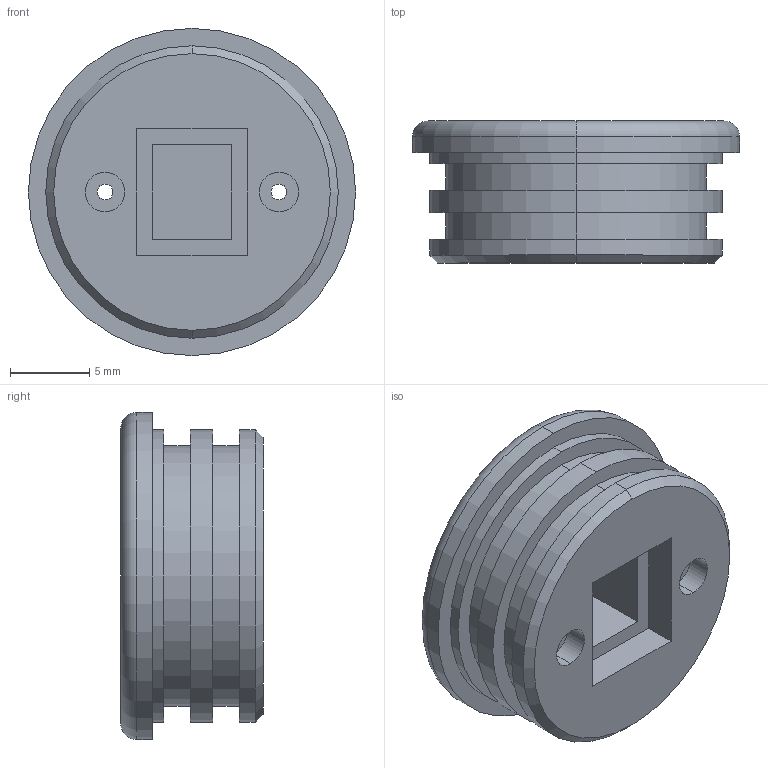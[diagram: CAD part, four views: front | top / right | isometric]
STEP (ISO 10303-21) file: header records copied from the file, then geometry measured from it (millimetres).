
FILE_DESCRIPTION (( 'STEP AP203' ), '1' );
FILE_NAME ('d2-µç¼«¿Ç1#.STEP', '2023-01-17T01:40:03', ( '' ), ( '' ), 'SwSTEP 2.0', 'SolidWorks 2018', '' );
FILE_SCHEMA (( 'CONFIG_CONTROL_DESIGN' ));
Length unit declared in the file: millimetre
Products named in the file (1): d2-萇憤褲1#
Bounding box: 20.7 x 9 x 20.7 mm (x, y, z)
Volume: 2037.9 mm3; surface area: 1623.9 mm2
Topology: 1 solids, 1 shells, 49 faces, 104 edges, 68 vertices
Faces by surface type: cylinder 24, plane 21, torus 2, cone 2
Entity records: 1425 total; most frequent: DIRECTION 258, CARTESIAN_POINT 222, ORIENTED_EDGE 208, AXIS2_PLACEMENT_3D 104, EDGE_CURVE 104, VERTEX_POINT 68, EDGE_LOOP 64, CIRCLE 54
